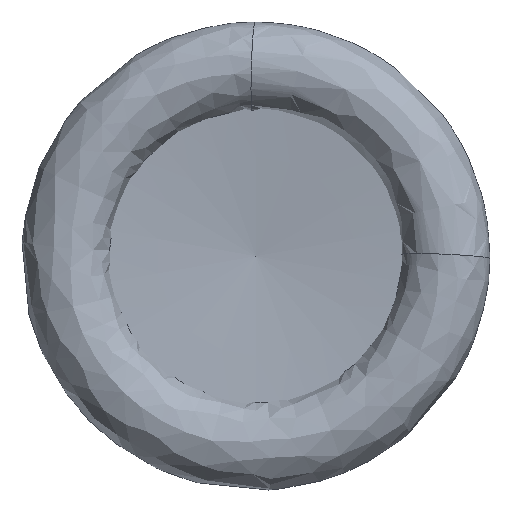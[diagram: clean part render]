
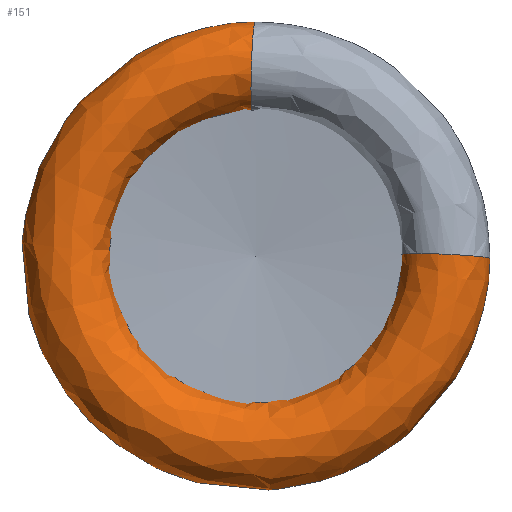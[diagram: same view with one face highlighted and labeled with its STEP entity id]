
A CAD part, left-side view. The second image highlights one B-rep face of the part: STEP entity #151.
In plain terms, the highlighted free-form (B-spline) face has degree [3, 3] with [7, 7] control points.
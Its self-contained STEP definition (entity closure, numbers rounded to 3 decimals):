
#151=ADVANCED_FACE('',(#167,#168),#165,.F.);
#165=(
BOUNDED_SURFACE()
B_SPLINE_SURFACE(3,3,((#368,#369,#370,#371,#372,#373,#374),(#375,#376,#377,
#378,#379,#380,#381),(#382,#383,#384,#385,#386,#387,#388),(#389,#390,#391,
#392,#393,#394,#395),(#396,#397,#398,#399,#400,#401,#402),(#403,#404,#405,
#406,#407,#408,#409),(#410,#411,#412,#413,#414,#415,#416)),
 .UNSPECIFIED.,.T.,.F.,.F.)
B_SPLINE_SURFACE_WITH_KNOTS((1,3,3,3,1),(4,3,4),(-0.5,0.,0.5,1.,1.5),(0.,
0.5,1.),.UNSPECIFIED.)
GEOMETRIC_REPRESENTATION_ITEM()
RATIONAL_B_SPLINE_SURFACE(((1.,0.59,0.59,1.,0.59,
0.59,1.),(0.333,0.197,0.197,
0.333,0.197,0.197,0.333),
(0.333,0.197,0.197,0.333,
0.197,0.197,0.333),(1.,0.59,
0.59,1.,0.59,0.59,1.),(0.333,
0.197,0.197,0.333,0.197,
0.197,0.333),(0.333,0.197,
0.197,0.333,0.197,0.197,
0.333),(1.,0.59,0.59,1.,0.59,
0.59,1.)))
REPRESENTATION_ITEM('')
SURFACE()
);
#167=FACE_BOUND('',#193,.T.);
#168=FACE_BOUND('',#194,.T.);
#193=EDGE_LOOP('',(#219));
#194=EDGE_LOOP('',(#220));
#219=ORIENTED_EDGE('',*,*,#259,.T.);
#220=ORIENTED_EDGE('',*,*,#260,.F.);
#245=VERTEX_POINT('',#365);
#246=VERTEX_POINT('',#367);
#259=EDGE_CURVE('',#245,#245,#272,.T.);
#260=EDGE_CURVE('',#246,#246,#273,.T.);
#272=CIRCLE('',#286,6.);
#273=CIRCLE('',#287,6.);
#286=AXIS2_PLACEMENT_3D('',#364,#313,#314);
#287=AXIS2_PLACEMENT_3D('',#366,#315,#316);
#313=DIRECTION('',(0.052,0.998,0.031));
#314=DIRECTION('',(0.999,-0.052,0.001));
#315=DIRECTION('',(0.052,-0.044,0.998));
#316=DIRECTION('',(0.999,0.,-0.052));
#364=CARTESIAN_POINT('',(5.992,0.279,25.503));
#365=CARTESIAN_POINT('',(11.984,-0.035,25.507));
#366=CARTESIAN_POINT('',(5.992,-25.504,-0.052));
#367=CARTESIAN_POINT('',(11.984,-25.504,-0.366));
#368=CARTESIAN_POINT('',(11.984,-25.504,-0.366));
#369=CARTESIAN_POINT('',(11.984,-25.123,-26.935));
#370=CARTESIAN_POINT('',(11.984,-0.463,-36.83));
#371=CARTESIAN_POINT('',(11.984,18.178,-17.894));
#372=CARTESIAN_POINT('',(11.984,36.818,1.042));
#373=CARTESIAN_POINT('',(11.984,26.536,25.544));
#374=CARTESIAN_POINT('',(11.984,-0.035,25.507));
#375=CARTESIAN_POINT('',(12.011,-13.516,0.156));
#376=CARTESIAN_POINT('',(12.011,-13.678,-13.924));
#377=CARTESIAN_POINT('',(12.011,-0.75,-19.504));
#378=CARTESIAN_POINT('',(12.011,9.384,-9.728));
#379=CARTESIAN_POINT('',(12.011,19.518,0.047));
#380=CARTESIAN_POINT('',(12.011,14.408,13.168));
#381=CARTESIAN_POINT('',(12.011,0.331,13.513));
#382=CARTESIAN_POINT('',(0.027,-13.516,0.784));
#383=CARTESIAN_POINT('',(0.027,-14.333,-13.295));
#384=CARTESIAN_POINT('',(0.027,-1.658,-19.48));
#385=CARTESIAN_POINT('',(0.027,8.937,-10.17));
#386=CARTESIAN_POINT('',(0.027,19.531,-0.86));
#387=CARTESIAN_POINT('',(0.027,15.028,12.505));
#388=CARTESIAN_POINT('',(0.027,0.96,13.505));
#389=CARTESIAN_POINT('',(0.,-25.504,0.262));
#390=CARTESIAN_POINT('',(0.,-25.778,-26.306));
#391=CARTESIAN_POINT('',(0.,-1.37,-36.805));
#392=CARTESIAN_POINT('',(0.,17.73,-18.335));
#393=CARTESIAN_POINT('',(0.,36.831,0.134));
#394=CARTESIAN_POINT('',(0.,27.156,24.881));
#395=CARTESIAN_POINT('',(0.,0.594,25.499));
#396=CARTESIAN_POINT('',(-0.027,-37.493,-0.26));
#397=CARTESIAN_POINT('',(-0.027,-37.223,-39.317));
#398=CARTESIAN_POINT('',(-0.027,-1.083,-54.131));
#399=CARTESIAN_POINT('',(-0.027,26.524,-26.501));
#400=CARTESIAN_POINT('',(-0.027,54.13,1.129));
#401=CARTESIAN_POINT('',(-0.027,39.285,37.256));
#402=CARTESIAN_POINT('',(-0.027,0.227,37.493));
#403=CARTESIAN_POINT('',(11.956,-37.493,-0.888));
#404=CARTESIAN_POINT('',(11.956,-36.568,-39.946));
#405=CARTESIAN_POINT('',(11.956,-0.175,-54.155));
#406=CARTESIAN_POINT('',(11.956,26.971,-26.059));
#407=CARTESIAN_POINT('',(11.956,54.117,2.037));
#408=CARTESIAN_POINT('',(11.956,38.665,37.919));
#409=CARTESIAN_POINT('',(11.956,-0.401,37.501));
#410=CARTESIAN_POINT('',(11.984,-25.504,-0.366));
#411=CARTESIAN_POINT('',(11.984,-25.123,-26.935));
#412=CARTESIAN_POINT('',(11.984,-0.463,-36.83));
#413=CARTESIAN_POINT('',(11.984,18.178,-17.894));
#414=CARTESIAN_POINT('',(11.984,36.818,1.042));
#415=CARTESIAN_POINT('',(11.984,26.536,25.544));
#416=CARTESIAN_POINT('',(11.984,-0.035,25.507));
